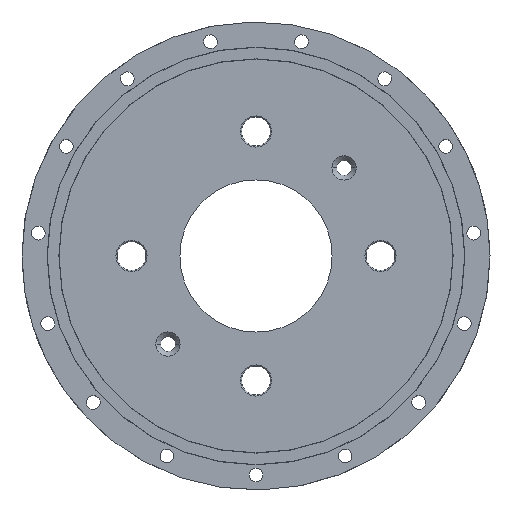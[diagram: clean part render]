
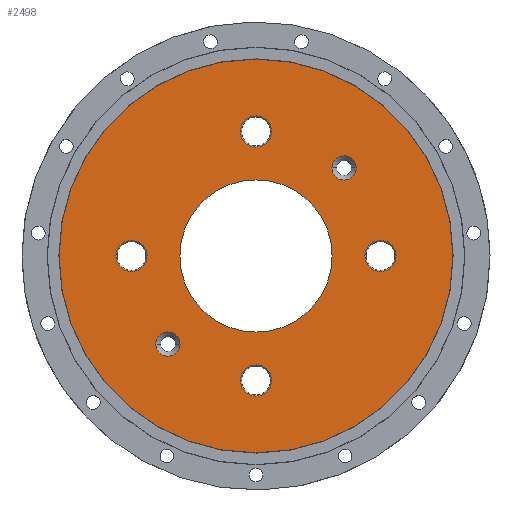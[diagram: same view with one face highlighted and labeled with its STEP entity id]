
A CAD part, top view. The second image highlights one B-rep face of the part: STEP entity #2498.
In plain terms, the highlighted planar face has unit normal (0, 0, 1).
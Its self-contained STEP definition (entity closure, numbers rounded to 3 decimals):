
#1317=AXIS2_PLACEMENT_3D('Circle Axis2P3D',#1315,#1316,$) ;
#1348=AXIS2_PLACEMENT_3D('Circle Axis2P3D',#1346,#1347,$) ;
#1379=AXIS2_PLACEMENT_3D('Circle Axis2P3D',#1377,#1378,$) ;
#1410=AXIS2_PLACEMENT_3D('Circle Axis2P3D',#1408,#1409,$) ;
#1441=AXIS2_PLACEMENT_3D('Circle Axis2P3D',#1439,#1440,$) ;
#1472=AXIS2_PLACEMENT_3D('Circle Axis2P3D',#1470,#1471,$) ;
#1503=AXIS2_PLACEMENT_3D('Circle Axis2P3D',#1501,#1502,$) ;
#1534=AXIS2_PLACEMENT_3D('Circle Axis2P3D',#1532,#1533,$) ;
#1984=AXIS2_PLACEMENT_3D('Circle Axis2P3D',#1982,#1983,$) ;
#2008=AXIS2_PLACEMENT_3D('Circle Axis2P3D',#2006,#2007,$) ;
#2089=AXIS2_PLACEMENT_3D('Circle Axis2P3D',#2087,#2088,$) ;
#2113=AXIS2_PLACEMENT_3D('Circle Axis2P3D',#2111,#2112,$) ;
#2146=AXIS2_PLACEMENT_3D('Circle Axis2P3D',#2144,#2145,$) ;
#2170=AXIS2_PLACEMENT_3D('Circle Axis2P3D',#2168,#2169,$) ;
#2288=AXIS2_PLACEMENT_3D('Plane Axis2P3D',#2285,#2286,#2287) ;
#2454=AXIS2_PLACEMENT_3D('Circle Axis2P3D',#2452,#2453,$) ;
#2463=AXIS2_PLACEMENT_3D('Circle Axis2P3D',#2461,#2462,$) ;
#1312=CARTESIAN_POINT('Vertex',(-54.,6.75,-4.)) ;
#1315=CARTESIAN_POINT('Axis2P3D Location',(-54.,0.,-4.)) ;
#1319=CARTESIAN_POINT('Vertex',(-54.,-6.75,-4.)) ;
#1346=CARTESIAN_POINT('Axis2P3D Location',(-54.,0.,-4.)) ;
#1374=CARTESIAN_POINT('Vertex',(-6.75,-54.,-4.)) ;
#1377=CARTESIAN_POINT('Axis2P3D Location',(0.,-54.,-4.)) ;
#1381=CARTESIAN_POINT('Vertex',(6.75,-54.,-4.)) ;
#1408=CARTESIAN_POINT('Axis2P3D Location',(0.,-54.,-4.)) ;
#1436=CARTESIAN_POINT('Vertex',(54.,-6.75,-4.)) ;
#1439=CARTESIAN_POINT('Axis2P3D Location',(54.,0.,-4.)) ;
#1443=CARTESIAN_POINT('Vertex',(54.,6.75,-4.)) ;
#1470=CARTESIAN_POINT('Axis2P3D Location',(54.,0.,-4.)) ;
#1498=CARTESIAN_POINT('Vertex',(6.75,54.,-4.)) ;
#1501=CARTESIAN_POINT('Axis2P3D Location',(0.,54.,-4.)) ;
#1505=CARTESIAN_POINT('Vertex',(-6.75,54.,-4.)) ;
#1532=CARTESIAN_POINT('Axis2P3D Location',(0.,54.,-4.)) ;
#1979=CARTESIAN_POINT('Vertex',(32.934,38.184,-4.)) ;
#1982=CARTESIAN_POINT('Axis2P3D Location',(38.184,38.184,-4.)) ;
#1986=CARTESIAN_POINT('Vertex',(43.434,38.184,-4.)) ;
#2006=CARTESIAN_POINT('Axis2P3D Location',(38.184,38.184,-4.)) ;
#2084=CARTESIAN_POINT('Vertex',(-43.434,-38.184,-4.)) ;
#2087=CARTESIAN_POINT('Axis2P3D Location',(-38.184,-38.184,-4.)) ;
#2091=CARTESIAN_POINT('Vertex',(-32.934,-38.184,-4.)) ;
#2111=CARTESIAN_POINT('Axis2P3D Location',(-38.184,-38.184,-4.)) ;
#2141=CARTESIAN_POINT('Vertex',(33.,0.,-4.)) ;
#2144=CARTESIAN_POINT('Axis2P3D Location',(0.,0.,-4.)) ;
#2148=CARTESIAN_POINT('Vertex',(-33.,0.,-4.)) ;
#2168=CARTESIAN_POINT('Axis2P3D Location',(0.,0.,-4.)) ;
#2285=CARTESIAN_POINT('Axis2P3D Location',(0.,0.,-4.)) ;
#2452=CARTESIAN_POINT('Axis2P3D Location',(0.,0.,-4.)) ;
#2456=CARTESIAN_POINT('Vertex',(85.4,0.,-4.)) ;
#2458=CARTESIAN_POINT('Vertex',(-85.4,0.,-4.)) ;
#2461=CARTESIAN_POINT('Axis2P3D Location',(0.,0.,-4.)) ;
#1316=DIRECTION('Axis2P3D Direction',(0.,-0.,1.)) ;
#1347=DIRECTION('Axis2P3D Direction',(0.,0.,1.)) ;
#1378=DIRECTION('Axis2P3D Direction',(0.,0.,1.)) ;
#1409=DIRECTION('Axis2P3D Direction',(0.,0.,1.)) ;
#1440=DIRECTION('Axis2P3D Direction',(0.,0.,1.)) ;
#1471=DIRECTION('Axis2P3D Direction',(0.,0.,1.)) ;
#1502=DIRECTION('Axis2P3D Direction',(0.,-0.,1.)) ;
#1533=DIRECTION('Axis2P3D Direction',(0.,0.,1.)) ;
#1983=DIRECTION('Axis2P3D Direction',(0.,0.,1.)) ;
#2007=DIRECTION('Axis2P3D Direction',(0.,0.,1.)) ;
#2088=DIRECTION('Axis2P3D Direction',(0.,0.,1.)) ;
#2112=DIRECTION('Axis2P3D Direction',(0.,0.,1.)) ;
#2145=DIRECTION('Axis2P3D Direction',(-0.,0.,1.)) ;
#2169=DIRECTION('Axis2P3D Direction',(-0.,0.,1.)) ;
#2286=DIRECTION('Axis2P3D Direction',(0.,0.,1.)) ;
#2287=DIRECTION('Axis2P3D XDirection',(1.,0.,0.)) ;
#2453=DIRECTION('Axis2P3D Direction',(0.,0.,1.)) ;
#2462=DIRECTION('Axis2P3D Direction',(0.,0.,1.)) ;
#2467=ORIENTED_EDGE('',*,*,#2460,.F.) ;
#2468=ORIENTED_EDGE('',*,*,#2465,.F.) ;
#2471=ORIENTED_EDGE('',*,*,#2115,.F.) ;
#2472=ORIENTED_EDGE('',*,*,#2093,.F.) ;
#2475=ORIENTED_EDGE('',*,*,#2010,.F.) ;
#2476=ORIENTED_EDGE('',*,*,#1988,.F.) ;
#2479=ORIENTED_EDGE('',*,*,#1536,.F.) ;
#2480=ORIENTED_EDGE('',*,*,#1507,.F.) ;
#2483=ORIENTED_EDGE('',*,*,#1474,.F.) ;
#2484=ORIENTED_EDGE('',*,*,#1445,.F.) ;
#2487=ORIENTED_EDGE('',*,*,#1412,.F.) ;
#2488=ORIENTED_EDGE('',*,*,#1383,.F.) ;
#2491=ORIENTED_EDGE('',*,*,#1350,.F.) ;
#2492=ORIENTED_EDGE('',*,*,#1321,.F.) ;
#2495=ORIENTED_EDGE('',*,*,#2172,.F.) ;
#2496=ORIENTED_EDGE('',*,*,#2150,.F.) ;
#2473=FACE_BOUND('',#2470,.T.) ;
#2477=FACE_BOUND('',#2474,.T.) ;
#2481=FACE_BOUND('',#2478,.T.) ;
#2485=FACE_BOUND('',#2482,.T.) ;
#2489=FACE_BOUND('',#2486,.T.) ;
#2493=FACE_BOUND('',#2490,.T.) ;
#2497=FACE_BOUND('',#2494,.T.) ;
#2498=ADVANCED_FACE('BOL_CRABE_V2',(#2469,#2473,#2477,#2481,#2485,#2489,#2493,#2497),#2289,.T.) ;
#1318=CIRCLE('generated circle',#1317,6.75) ;
#1349=CIRCLE('generated circle',#1348,6.75) ;
#1380=CIRCLE('generated circle',#1379,6.75) ;
#1411=CIRCLE('generated circle',#1410,6.75) ;
#1442=CIRCLE('generated circle',#1441,6.75) ;
#1473=CIRCLE('generated circle',#1472,6.75) ;
#1504=CIRCLE('generated circle',#1503,6.75) ;
#1535=CIRCLE('generated circle',#1534,6.75) ;
#1985=CIRCLE('generated circle',#1984,5.25) ;
#2009=CIRCLE('generated circle',#2008,5.25) ;
#2090=CIRCLE('generated circle',#2089,5.25) ;
#2114=CIRCLE('generated circle',#2113,5.25) ;
#2147=CIRCLE('generated circle',#2146,33.) ;
#2171=CIRCLE('generated circle',#2170,33.) ;
#2455=CIRCLE('generated circle',#2454,85.4) ;
#2464=CIRCLE('generated circle',#2463,85.4) ;
#1321=EDGE_CURVE('',#1313,#1320,#1318,.T.) ;
#1350=EDGE_CURVE('',#1320,#1313,#1349,.T.) ;
#1383=EDGE_CURVE('',#1375,#1382,#1380,.T.) ;
#1412=EDGE_CURVE('',#1382,#1375,#1411,.T.) ;
#1445=EDGE_CURVE('',#1437,#1444,#1442,.T.) ;
#1474=EDGE_CURVE('',#1444,#1437,#1473,.T.) ;
#1507=EDGE_CURVE('',#1499,#1506,#1504,.T.) ;
#1536=EDGE_CURVE('',#1506,#1499,#1535,.T.) ;
#1988=EDGE_CURVE('',#1980,#1987,#1985,.T.) ;
#2010=EDGE_CURVE('',#1987,#1980,#2009,.T.) ;
#2093=EDGE_CURVE('',#2085,#2092,#2090,.T.) ;
#2115=EDGE_CURVE('',#2092,#2085,#2114,.T.) ;
#2150=EDGE_CURVE('',#2142,#2149,#2147,.T.) ;
#2172=EDGE_CURVE('',#2149,#2142,#2171,.T.) ;
#2460=EDGE_CURVE('',#2457,#2459,#2455,.F.) ;
#2465=EDGE_CURVE('',#2459,#2457,#2464,.F.) ;
#2466=EDGE_LOOP('',(#2467,#2468)) ;
#2470=EDGE_LOOP('',(#2471,#2472)) ;
#2474=EDGE_LOOP('',(#2475,#2476)) ;
#2478=EDGE_LOOP('',(#2479,#2480)) ;
#2482=EDGE_LOOP('',(#2483,#2484)) ;
#2486=EDGE_LOOP('',(#2487,#2488)) ;
#2490=EDGE_LOOP('',(#2491,#2492)) ;
#2494=EDGE_LOOP('',(#2495,#2496)) ;
#2469=FACE_OUTER_BOUND('',#2466,.T.) ;
#2289=PLANE('Plane',#2288) ;
#1313=VERTEX_POINT('',#1312) ;
#1320=VERTEX_POINT('',#1319) ;
#1375=VERTEX_POINT('',#1374) ;
#1382=VERTEX_POINT('',#1381) ;
#1437=VERTEX_POINT('',#1436) ;
#1444=VERTEX_POINT('',#1443) ;
#1499=VERTEX_POINT('',#1498) ;
#1506=VERTEX_POINT('',#1505) ;
#1980=VERTEX_POINT('',#1979) ;
#1987=VERTEX_POINT('',#1986) ;
#2085=VERTEX_POINT('',#2084) ;
#2092=VERTEX_POINT('',#2091) ;
#2142=VERTEX_POINT('',#2141) ;
#2149=VERTEX_POINT('',#2148) ;
#2457=VERTEX_POINT('',#2456) ;
#2459=VERTEX_POINT('',#2458) ;
